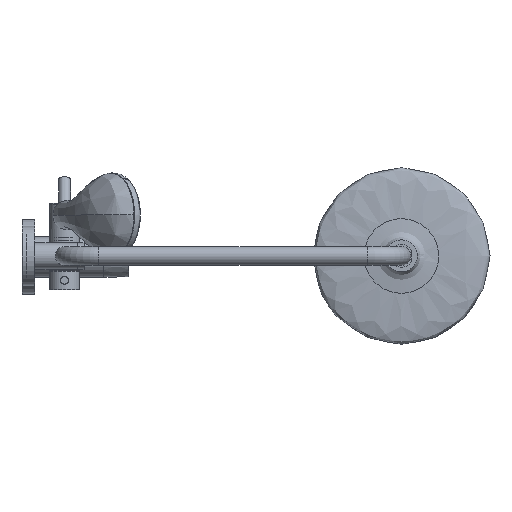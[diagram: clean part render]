
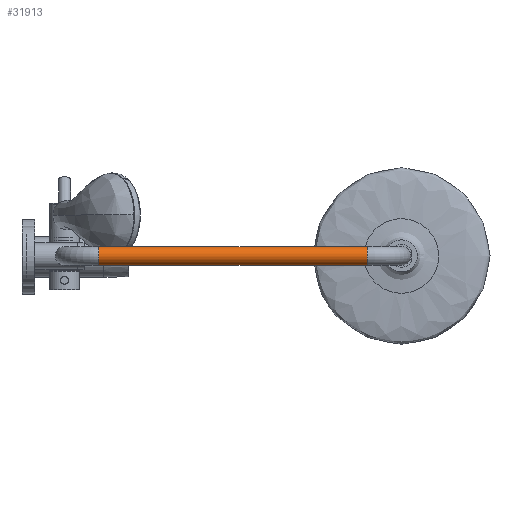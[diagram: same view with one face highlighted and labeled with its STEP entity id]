
A CAD part, top view. The second image highlights one B-rep face of the part: STEP entity #31913.
In plain terms, the highlighted cylindrical face has radius 11 mm (diameter 22 mm), a full revolution.
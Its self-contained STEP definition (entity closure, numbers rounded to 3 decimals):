
#12489=ORIENTED_EDGE('',*,*,#18077,.T.);
#12490=ORIENTED_EDGE('',*,*,#18078,.F.);
#18077=EDGE_CURVE('',#21703,#21703,#23448,.F.);
#18078=EDGE_CURVE('',#21704,#21704,#23449,.F.);
#21703=VERTEX_POINT('',#95584);
#21704=VERTEX_POINT('',#95587);
#23448=CIRCLE('',#36223,11.);
#23449=CIRCLE('',#36225,11.);
#25545=EDGE_LOOP('',(#12489));
#25546=EDGE_LOOP('',(#12490));
#28816=FACE_BOUND('',#25545,.T.);
#28817=FACE_BOUND('',#25546,.T.);
#30326=CYLINDRICAL_SURFACE('',#36224,11.);
#31913=ADVANCED_FACE('',(#28816,#28817),#30326,.T.);
#36223=AXIS2_PLACEMENT_3D('',#95583,#38987,#38988);
#36224=AXIS2_PLACEMENT_3D('',#95585,#38989,#38990);
#36225=AXIS2_PLACEMENT_3D('',#95586,#38991,#38992);
#38987=DIRECTION('',(1.,0.,0.));
#38988=DIRECTION('',(0.,0.,1.));
#38989=DIRECTION('',(1.,0.,0.));
#38990=DIRECTION('',(0.,0.,-1.));
#38991=DIRECTION('',(1.,0.,0.));
#38992=DIRECTION('',(0.,0.,1.));
#95583=CARTESIAN_POINT('',(409.7,0.,758.6));
#95584=CARTESIAN_POINT('',(409.7,0.,769.6));
#95585=CARTESIAN_POINT('',(90.7,0.,758.6));
#95586=CARTESIAN_POINT('',(90.7,0.,758.6));
#95587=CARTESIAN_POINT('',(90.7,0.,769.6));
